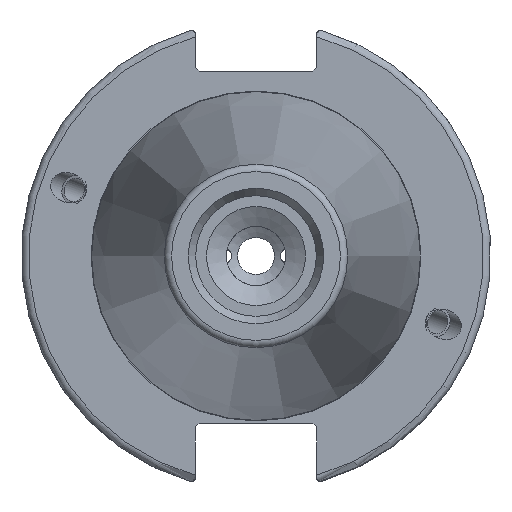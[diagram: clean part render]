
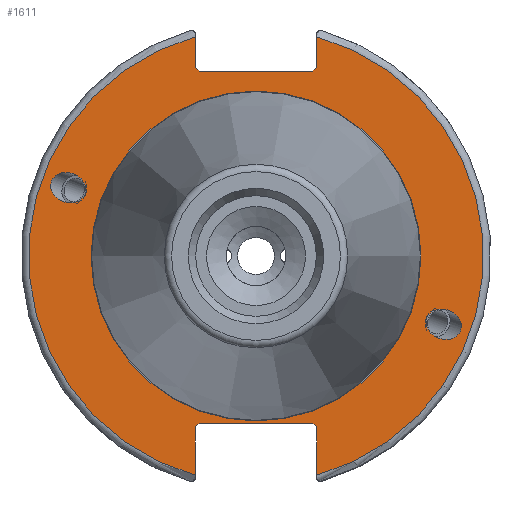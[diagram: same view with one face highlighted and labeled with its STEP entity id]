
A CAD part, left-side view. The second image highlights one B-rep face of the part: STEP entity #1611.
In plain terms, the highlighted planar face has unit normal (-1, 0, 0).
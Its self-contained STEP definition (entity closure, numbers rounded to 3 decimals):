
#39=ELLIPSE('',#1745,2.442,2.);
#48=ELLIPSE('',#1788,2.442,2.);
#67=PLANE('',#1794);
#102=FACE_BOUND('',#279,.T.);
#103=FACE_BOUND('',#280,.T.);
#104=FACE_BOUND('',#281,.T.);
#180=FACE_OUTER_BOUND('',#278,.T.);
#278=EDGE_LOOP('',(#1313,#1314,#1315,#1316,#1317,#1318,#1319,#1320,#1321,
#1322,#1323,#1324));
#279=EDGE_LOOP('',(#1325));
#280=EDGE_LOOP('',(#1326));
#281=EDGE_LOOP('',(#1327));
#383=LINE('',#2901,#484);
#384=LINE('',#2903,#485);
#385=LINE('',#2905,#486);
#386=LINE('',#2907,#487);
#387=LINE('',#2909,#488);
#388=LINE('',#2913,#489);
#389=LINE('',#2915,#490);
#390=LINE('',#2917,#491);
#391=LINE('',#2919,#492);
#392=LINE('',#2920,#493);
#484=VECTOR('',#2154,10.);
#485=VECTOR('',#2155,10.);
#486=VECTOR('',#2156,10.);
#487=VECTOR('',#2157,10.);
#488=VECTOR('',#2158,10.);
#489=VECTOR('',#2161,10.);
#490=VECTOR('',#2162,10.);
#491=VECTOR('',#2163,10.);
#492=VECTOR('',#2164,10.);
#493=VECTOR('',#2165,10.);
#583=CIRCLE('',#1792,22.3);
#585=CIRCLE('',#1795,30.75);
#586=CIRCLE('',#1796,30.75);
#711=VERTEX_POINT('',#2702);
#751=VERTEX_POINT('',#2885);
#754=VERTEX_POINT('',#2892);
#755=VERTEX_POINT('',#2897);
#756=VERTEX_POINT('',#2898);
#757=VERTEX_POINT('',#2900);
#758=VERTEX_POINT('',#2902);
#759=VERTEX_POINT('',#2904);
#760=VERTEX_POINT('',#2906);
#761=VERTEX_POINT('',#2908);
#762=VERTEX_POINT('',#2910);
#763=VERTEX_POINT('',#2912);
#764=VERTEX_POINT('',#2914);
#765=VERTEX_POINT('',#2916);
#766=VERTEX_POINT('',#2918);
#899=EDGE_CURVE('',#711,#711,#39,.T.);
#955=EDGE_CURVE('',#751,#751,#48,.T.);
#958=EDGE_CURVE('',#754,#754,#583,.T.);
#960=EDGE_CURVE('',#755,#756,#585,.T.);
#961=EDGE_CURVE('',#755,#757,#383,.T.);
#962=EDGE_CURVE('',#758,#757,#384,.T.);
#963=EDGE_CURVE('',#758,#759,#385,.T.);
#964=EDGE_CURVE('',#760,#759,#386,.T.);
#965=EDGE_CURVE('',#760,#761,#387,.T.);
#966=EDGE_CURVE('',#762,#761,#586,.T.);
#967=EDGE_CURVE('',#762,#763,#388,.T.);
#968=EDGE_CURVE('',#764,#763,#389,.T.);
#969=EDGE_CURVE('',#764,#765,#390,.T.);
#970=EDGE_CURVE('',#766,#765,#391,.T.);
#971=EDGE_CURVE('',#766,#756,#392,.T.);
#1313=ORIENTED_EDGE('',*,*,#960,.F.);
#1314=ORIENTED_EDGE('',*,*,#961,.T.);
#1315=ORIENTED_EDGE('',*,*,#962,.F.);
#1316=ORIENTED_EDGE('',*,*,#963,.T.);
#1317=ORIENTED_EDGE('',*,*,#964,.F.);
#1318=ORIENTED_EDGE('',*,*,#965,.T.);
#1319=ORIENTED_EDGE('',*,*,#966,.F.);
#1320=ORIENTED_EDGE('',*,*,#967,.T.);
#1321=ORIENTED_EDGE('',*,*,#968,.F.);
#1322=ORIENTED_EDGE('',*,*,#969,.T.);
#1323=ORIENTED_EDGE('',*,*,#970,.F.);
#1324=ORIENTED_EDGE('',*,*,#971,.T.);
#1325=ORIENTED_EDGE('',*,*,#899,.T.);
#1326=ORIENTED_EDGE('',*,*,#955,.T.);
#1327=ORIENTED_EDGE('',*,*,#958,.F.);
#1611=ADVANCED_FACE('',(#180,#102,#103,#104),#67,.T.);
#1745=AXIS2_PLACEMENT_3D('',#2704,#2035,#2036);
#1788=AXIS2_PLACEMENT_3D('',#2887,#2138,#2139);
#1792=AXIS2_PLACEMENT_3D('',#2894,#2146,#2147);
#1794=AXIS2_PLACEMENT_3D('',#2896,#2150,#2151);
#1795=AXIS2_PLACEMENT_3D('',#2899,#2152,#2153);
#1796=AXIS2_PLACEMENT_3D('',#2911,#2159,#2160);
#2035=DIRECTION('center_axis',(1.,0.,0.));
#2036=DIRECTION('ref_axis',(0.,-0.94,-0.342));
#2138=DIRECTION('center_axis',(1.,0.,0.));
#2139=DIRECTION('ref_axis',(0.,0.94,0.342));
#2146=DIRECTION('center_axis',(-1.,0.,0.));
#2147=DIRECTION('ref_axis',(0.,-1.,0.));
#2150=DIRECTION('center_axis',(-1.,0.,0.));
#2151=DIRECTION('ref_axis',(0.,0.,1.));
#2152=DIRECTION('center_axis',(1.,0.,0.));
#2153=DIRECTION('ref_axis',(0.,-1.,0.));
#2154=DIRECTION('',(0.,0.,-1.));
#2155=DIRECTION('',(0.,-0.707,0.707));
#2156=DIRECTION('',(0.,1.,0.));
#2157=DIRECTION('',(0.,-0.707,-0.707));
#2158=DIRECTION('',(0.,0.,1.));
#2159=DIRECTION('center_axis',(1.,0.,0.));
#2160=DIRECTION('ref_axis',(0.,1.,0.));
#2161=DIRECTION('',(0.,0.,1.));
#2162=DIRECTION('',(0.,0.707,-0.707));
#2163=DIRECTION('',(0.,-1.,0.));
#2164=DIRECTION('',(0.,0.707,0.707));
#2165=DIRECTION('',(0.,0.,-1.));
#2702=CARTESIAN_POINT('',(3.175,-23.077,-8.399));
#2704=CARTESIAN_POINT('Origin',(3.175,-25.372,-9.235));
#2885=CARTESIAN_POINT('',(3.175,23.077,8.399));
#2887=CARTESIAN_POINT('Origin',(3.175,25.372,9.235));
#2892=CARTESIAN_POINT('',(3.175,0.,22.3));
#2894=CARTESIAN_POINT('Origin',(3.175,0.,0.));
#2896=CARTESIAN_POINT('Origin',(3.175,31.75,0.));
#2897=CARTESIAN_POINT('',(3.175,-8.19,29.639));
#2898=CARTESIAN_POINT('',(3.175,-8.19,-29.639));
#2899=CARTESIAN_POINT('Origin',(3.175,0.,0.));
#2900=CARTESIAN_POINT('',(3.175,-8.19,25.5));
#2901=CARTESIAN_POINT('',(3.175,-8.19,12.5));
#2902=CARTESIAN_POINT('',(3.175,-7.69,25.));
#2903=CARTESIAN_POINT('',(3.175,8.295,9.015));
#2904=CARTESIAN_POINT('',(3.175,7.69,25.));
#2905=CARTESIAN_POINT('',(3.175,15.875,25.));
#2906=CARTESIAN_POINT('',(3.175,8.19,25.5));
#2907=CARTESIAN_POINT('',(3.175,7.58,24.89));
#2908=CARTESIAN_POINT('',(3.175,8.19,29.639));
#2909=CARTESIAN_POINT('',(3.175,8.19,12.5));
#2910=CARTESIAN_POINT('',(3.175,8.19,-29.639));
#2911=CARTESIAN_POINT('Origin',(3.175,0.,0.));
#2912=CARTESIAN_POINT('',(3.175,8.19,-23.1));
#2913=CARTESIAN_POINT('',(3.175,8.19,-11.3));
#2914=CARTESIAN_POINT('',(3.175,7.69,-22.6));
#2915=CARTESIAN_POINT('',(3.175,8.18,-23.09));
#2916=CARTESIAN_POINT('',(3.175,-7.69,-22.6));
#2917=CARTESIAN_POINT('',(3.175,15.875,-22.6));
#2918=CARTESIAN_POINT('',(3.175,-8.19,-23.1));
#2919=CARTESIAN_POINT('',(3.175,7.695,-7.215));
#2920=CARTESIAN_POINT('',(3.175,-8.19,-11.3));
